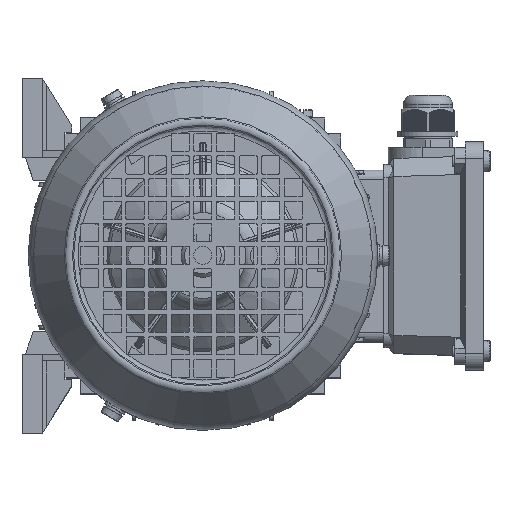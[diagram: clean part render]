
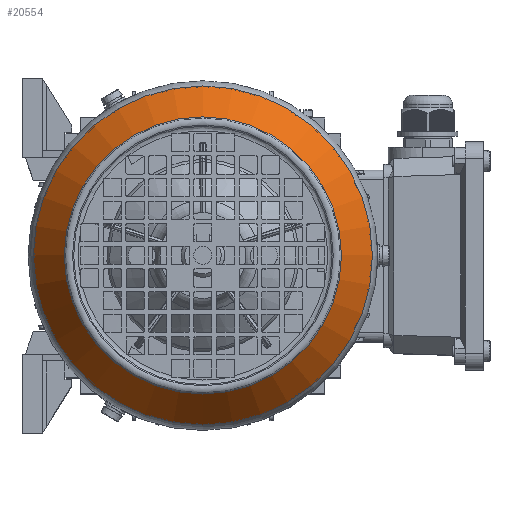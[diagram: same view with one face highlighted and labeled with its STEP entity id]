
A CAD part, top view. The second image highlights one B-rep face of the part: STEP entity #20554.
In plain terms, the highlighted conical face has half-angle 35 degrees and reference radius 74.985 mm.
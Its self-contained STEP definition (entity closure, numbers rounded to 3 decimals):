
#17716=FACE_BOUND('',#28772,.T.);
#17717=FACE_BOUND('',#28773,.T.);
#20554=ADVANCED_FACE('',(#17716,#17717),#22697,.T.);
#22697=CONICAL_SURFACE('',#78947,74.985,35.);
#28772=EDGE_LOOP('',(#44494));
#28773=EDGE_LOOP('',(#44495));
#44494=ORIENTED_EDGE('',*,*,#68332,.T.);
#44495=ORIENTED_EDGE('',*,*,#68331,.F.);
#59212=VERTEX_POINT('',#130861);
#59213=VERTEX_POINT('',#130864);
#68331=EDGE_CURVE('',#59212,#59212,#74338,.T.);
#68332=EDGE_CURVE('',#59213,#59213,#74339,.T.);
#74338=CIRCLE('',#78944,74.985);
#74339=CIRCLE('',#78946,61.294);
#78944=AXIS2_PLACEMENT_3D('',#130860,#92099,#92100);
#78946=AXIS2_PLACEMENT_3D('',#130863,#92103,#92104);
#78947=AXIS2_PLACEMENT_3D('',#130865,#92105,#92106);
#92099=DIRECTION('',(0.,0.,-1.));
#92100=DIRECTION('',(0.,-1.,0.));
#92103=DIRECTION('',(0.,0.,-1.));
#92104=DIRECTION('',(0.,-1.,0.));
#92105=DIRECTION('',(0.,0.,-1.));
#92106=DIRECTION('',(0.,-1.,0.));
#130860=CARTESIAN_POINT('',(0.,0.,199.253));
#130861=CARTESIAN_POINT('',(0.,-74.985,199.253));
#130863=CARTESIAN_POINT('',(0.,0.,218.806));
#130864=CARTESIAN_POINT('',(0.,-61.294,218.806));
#130865=CARTESIAN_POINT('',(0.,0.,199.253));
